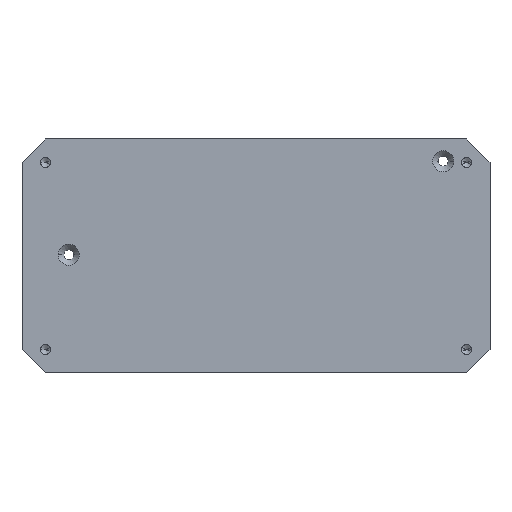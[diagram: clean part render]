
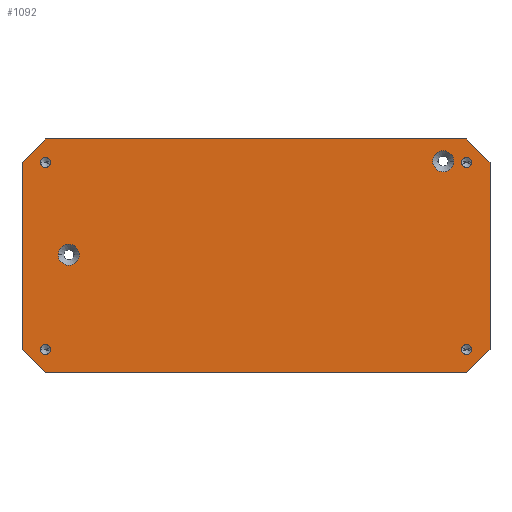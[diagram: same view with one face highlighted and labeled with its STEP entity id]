
A CAD part, front view. The second image highlights one B-rep face of the part: STEP entity #1092.
In plain terms, the highlighted planar face has unit normal (0, -1, 0).
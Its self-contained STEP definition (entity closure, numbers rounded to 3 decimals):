
#263=CARTESIAN_POINT('',(116.,-20.,-66.85));
#264=DIRECTION('',(0.,-1.,0.));
#265=DIRECTION('',(-1.,0.,0.));
#266=AXIS2_PLACEMENT_3D('',#263,#264,#265);
#271=CARTESIAN_POINT('',(116.,-20.,-66.85));
#272=DIRECTION('',(0.,-1.,0.));
#273=DIRECTION('',(1.,0.,0.));
#274=AXIS2_PLACEMENT_3D('',#271,#272,#273);
#279=CARTESIAN_POINT('',(116.,-20.,13.15));
#280=DIRECTION('',(0.,-1.,0.));
#281=DIRECTION('',(-1.,0.,0.));
#282=AXIS2_PLACEMENT_3D('',#279,#280,#281);
#287=CARTESIAN_POINT('',(116.,-20.,13.15));
#288=DIRECTION('',(0.,-1.,0.));
#289=DIRECTION('',(1.,0.,0.));
#290=AXIS2_PLACEMENT_3D('',#287,#288,#289);
#295=CARTESIAN_POINT('',(-64.,-20.,13.15));
#296=DIRECTION('',(0.,-1.,0.));
#297=DIRECTION('',(-1.,0.,0.));
#298=AXIS2_PLACEMENT_3D('',#295,#296,#297);
#303=CARTESIAN_POINT('',(-64.,-20.,13.15));
#304=DIRECTION('',(0.,-1.,0.));
#305=DIRECTION('',(1.,0.,0.));
#306=AXIS2_PLACEMENT_3D('',#303,#304,#305);
#311=CARTESIAN_POINT('',(-64.,-20.,-66.85));
#312=DIRECTION('',(0.,-1.,0.));
#313=DIRECTION('',(-1.,0.,0.));
#314=AXIS2_PLACEMENT_3D('',#311,#312,#313);
#319=CARTESIAN_POINT('',(-64.,-20.,-66.85));
#320=DIRECTION('',(0.,-1.,0.));
#321=DIRECTION('',(1.,0.,0.));
#322=AXIS2_PLACEMENT_3D('',#319,#320,#321);
#327=CARTESIAN_POINT('',(-54.,-20.,-26.35));
#328=DIRECTION('',(0.,-1.,0.));
#329=DIRECTION('',(-1.,0.,0.));
#330=AXIS2_PLACEMENT_3D('',#327,#328,#329);
#335=CARTESIAN_POINT('',(-54.,-20.,-26.35));
#336=DIRECTION('',(0.,-1.,0.));
#337=DIRECTION('',(1.,0.,0.));
#338=AXIS2_PLACEMENT_3D('',#335,#336,#337);
#343=CARTESIAN_POINT('',(106.,-20.,13.65));
#344=DIRECTION('',(0.,-1.,0.));
#345=DIRECTION('',(-1.,0.,0.));
#346=AXIS2_PLACEMENT_3D('',#343,#344,#345);
#351=CARTESIAN_POINT('',(106.,-20.,13.65));
#352=DIRECTION('',(0.,-1.,0.));
#353=DIRECTION('',(1.,0.,0.));
#354=AXIS2_PLACEMENT_3D('',#351,#352,#353);
#359=DIRECTION('',(-0.707,0.,0.707));
#360=VECTOR('',#359,14.142);
#361=CARTESIAN_POINT('',(126.,-20.,13.15));
#362=LINE('',#361,#360);
#366=DIRECTION('',(0.,0.,1.));
#367=VECTOR('',#366,80.);
#368=CARTESIAN_POINT('',(126.,-20.,-66.85));
#369=LINE('',#368,#367);
#373=DIRECTION('',(0.707,0.,0.707));
#374=VECTOR('',#373,14.142);
#375=CARTESIAN_POINT('',(116.,-20.,-76.85));
#376=LINE('',#375,#374);
#380=DIRECTION('',(1.,0.,0.));
#381=VECTOR('',#380,180.);
#382=CARTESIAN_POINT('',(-64.,-20.,-76.85));
#383=LINE('',#382,#381);
#387=DIRECTION('',(0.707,0.,-0.707));
#388=VECTOR('',#387,14.142);
#389=CARTESIAN_POINT('',(-74.,-20.,-66.85));
#390=LINE('',#389,#388);
#394=DIRECTION('',(0.,0.,-1.));
#395=VECTOR('',#394,80.);
#396=CARTESIAN_POINT('',(-74.,-20.,13.15));
#397=LINE('',#396,#395);
#401=DIRECTION('',(-0.707,0.,-0.707));
#402=VECTOR('',#401,14.142);
#403=CARTESIAN_POINT('',(-64.,-20.,23.15));
#404=LINE('',#403,#402);
#408=DIRECTION('',(-1.,0.,0.));
#409=VECTOR('',#408,180.);
#410=CARTESIAN_POINT('',(116.,-20.,23.15));
#411=LINE('',#410,#409);
#817=CARTESIAN_POINT('',(113.9,-20.,-66.85));
#818=CARTESIAN_POINT('',(118.1,-20.,-66.85));
#819=VERTEX_POINT('',#817);
#820=VERTEX_POINT('',#818);
#827=CARTESIAN_POINT('',(113.9,-20.,13.15));
#828=VERTEX_POINT('',#827);
#829=CARTESIAN_POINT('',(118.1,-20.,13.15));
#830=VERTEX_POINT('',#829);
#837=CARTESIAN_POINT('',(-66.1,-20.,13.15));
#838=VERTEX_POINT('',#837);
#839=CARTESIAN_POINT('',(-61.9,-20.,13.15));
#840=VERTEX_POINT('',#839);
#847=CARTESIAN_POINT('',(-66.1,-20.,-66.85));
#848=VERTEX_POINT('',#847);
#849=CARTESIAN_POINT('',(-61.9,-20.,-66.85));
#850=VERTEX_POINT('',#849);
#865=CARTESIAN_POINT('',(-58.48,-20.,-26.35));
#866=VERTEX_POINT('',#865);
#869=CARTESIAN_POINT('',(-49.52,-20.,-26.35));
#870=VERTEX_POINT('',#869);
#877=CARTESIAN_POINT('',(101.52,-20.,13.65));
#878=VERTEX_POINT('',#877);
#881=CARTESIAN_POINT('',(110.48,-20.,13.65));
#882=VERTEX_POINT('',#881);
#903=CARTESIAN_POINT('',(126.,-20.,13.15));
#904=VERTEX_POINT('',#903);
#905=CARTESIAN_POINT('',(116.,-20.,23.15));
#906=VERTEX_POINT('',#905);
#911=CARTESIAN_POINT('',(-64.,-20.,23.15));
#912=VERTEX_POINT('',#911);
#913=CARTESIAN_POINT('',(-74.,-20.,13.15));
#914=VERTEX_POINT('',#913);
#919=CARTESIAN_POINT('',(126.,-20.,-66.85));
#920=VERTEX_POINT('',#919);
#921=CARTESIAN_POINT('',(-74.,-20.,-66.85));
#922=VERTEX_POINT('',#921);
#925=CARTESIAN_POINT('',(-64.,-20.,-76.85));
#926=VERTEX_POINT('',#925);
#929=CARTESIAN_POINT('',(116.,-20.,-76.85));
#930=VERTEX_POINT('',#929);
#1035=CARTESIAN_POINT('',(0.,-20.,0.));
#1036=DIRECTION('',(0.,-1.,0.));
#1037=DIRECTION('',(-1.,0.,0.));
#1038=AXIS2_PLACEMENT_3D('',#1035,#1036,#1037);
#1039=PLANE('',#1038);
#1041=ORIENTED_EDGE('',*,*,#1040,.F.);
#1043=ORIENTED_EDGE('',*,*,#1042,.F.);
#1045=ORIENTED_EDGE('',*,*,#1044,.F.);
#1047=ORIENTED_EDGE('',*,*,#1046,.F.);
#1049=ORIENTED_EDGE('',*,*,#1048,.F.);
#1051=ORIENTED_EDGE('',*,*,#1050,.F.);
#1053=ORIENTED_EDGE('',*,*,#1052,.F.);
#1055=ORIENTED_EDGE('',*,*,#1054,.F.);
#1056=EDGE_LOOP('',(#1041,#1043,#1045,#1047,#1049,#1051,#1053,#1055));
#1057=FACE_OUTER_BOUND('',#1056,.F.);
#1059=ORIENTED_EDGE('',*,*,#1058,.T.);
#1061=ORIENTED_EDGE('',*,*,#1060,.T.);
#1062=EDGE_LOOP('',(#1059,#1061));
#1063=FACE_BOUND('',#1062,.F.);
#1065=ORIENTED_EDGE('',*,*,#1064,.T.);
#1067=ORIENTED_EDGE('',*,*,#1066,.T.);
#1068=EDGE_LOOP('',(#1065,#1067));
#1069=FACE_BOUND('',#1068,.F.);
#1071=ORIENTED_EDGE('',*,*,#1070,.T.);
#1073=ORIENTED_EDGE('',*,*,#1072,.T.);
#1074=EDGE_LOOP('',(#1071,#1073));
#1075=FACE_BOUND('',#1074,.F.);
#1076=ORIENTED_EDGE('',*,*,#1030,.T.);
#1077=ORIENTED_EDGE('',*,*,#1014,.T.);
#1078=EDGE_LOOP('',(#1076,#1077));
#1079=FACE_BOUND('',#1078,.F.);
#1081=ORIENTED_EDGE('',*,*,#1080,.T.);
#1083=ORIENTED_EDGE('',*,*,#1082,.T.);
#1084=EDGE_LOOP('',(#1081,#1083));
#1085=FACE_BOUND('',#1084,.F.);
#1087=ORIENTED_EDGE('',*,*,#1086,.T.);
#1089=ORIENTED_EDGE('',*,*,#1088,.T.);
#1090=EDGE_LOOP('',(#1087,#1089));
#1091=FACE_BOUND('',#1090,.F.);
#267=CIRCLE('',#266,2.1);
#275=CIRCLE('',#274,2.1);
#283=CIRCLE('',#282,2.1);
#291=CIRCLE('',#290,2.1);
#299=CIRCLE('',#298,2.1);
#307=CIRCLE('',#306,2.1);
#315=CIRCLE('',#314,2.1);
#323=CIRCLE('',#322,2.1);
#331=CIRCLE('',#330,4.48);
#339=CIRCLE('',#338,4.48);
#347=CIRCLE('',#346,4.48);
#355=CIRCLE('',#354,4.48);
#1014=EDGE_CURVE('',#870,#866,#339,.T.);
#1030=EDGE_CURVE('',#866,#870,#331,.T.);
#1040=EDGE_CURVE('',#904,#906,#362,.T.);
#1042=EDGE_CURVE('',#920,#904,#369,.T.);
#1044=EDGE_CURVE('',#930,#920,#376,.T.);
#1046=EDGE_CURVE('',#926,#930,#383,.T.);
#1048=EDGE_CURVE('',#922,#926,#390,.T.);
#1050=EDGE_CURVE('',#914,#922,#397,.T.);
#1052=EDGE_CURVE('',#912,#914,#404,.T.);
#1054=EDGE_CURVE('',#906,#912,#411,.T.);
#1058=EDGE_CURVE('',#828,#830,#283,.T.);
#1060=EDGE_CURVE('',#830,#828,#291,.T.);
#1064=EDGE_CURVE('',#838,#840,#299,.T.);
#1066=EDGE_CURVE('',#840,#838,#307,.T.);
#1070=EDGE_CURVE('',#848,#850,#315,.T.);
#1072=EDGE_CURVE('',#850,#848,#323,.T.);
#1080=EDGE_CURVE('',#878,#882,#347,.T.);
#1082=EDGE_CURVE('',#882,#878,#355,.T.);
#1086=EDGE_CURVE('',#819,#820,#267,.T.);
#1088=EDGE_CURVE('',#820,#819,#275,.T.);
#1092=ADVANCED_FACE('',(#1057,#1063,#1069,#1075,#1079,#1085,#1091),#1039,.T.);
